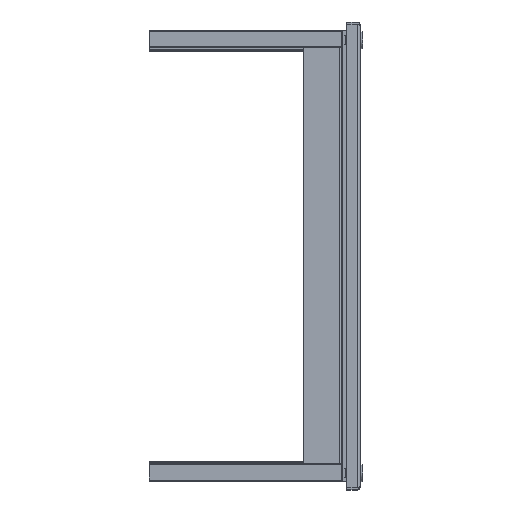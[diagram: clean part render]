
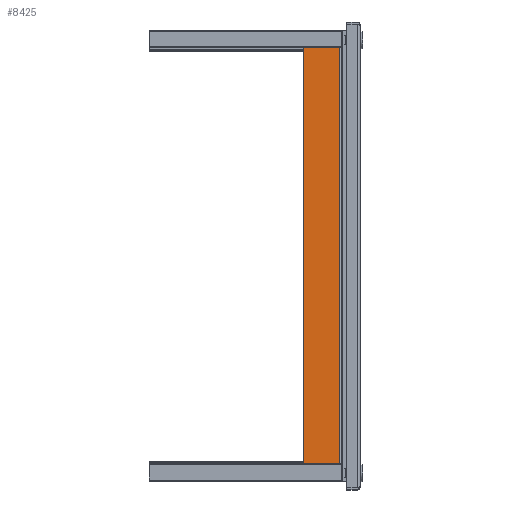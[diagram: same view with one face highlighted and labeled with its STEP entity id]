
A CAD part, top view. The second image highlights one B-rep face of the part: STEP entity #8425.
In plain terms, the highlighted face is planar.
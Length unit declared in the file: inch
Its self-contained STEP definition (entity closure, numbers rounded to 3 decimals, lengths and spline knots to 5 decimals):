
#367 = CIRCLE ( 'NONE', #28144, 0.156 ) ;
#991 = AXIS2_PLACEMENT_3D ( 'NONE', #15837, #1639, #6311 ) ;
#1002 = DIRECTION ( 'NONE',  ( 0., 0., 1. ) ) ;
#1431 = VERTEX_POINT ( 'NONE', #14132 ) ;
#1639 = DIRECTION ( 'NONE',  ( -1., 0., 0. ) ) ;
#1775 = ORIENTED_EDGE ( 'NONE', *, *, #23907, .T. ) ;
#2024 = CARTESIAN_POINT ( 'NONE',  ( -12.137, -6.193, 10.5 ) ) ;
#2235 = VECTOR ( 'NONE', #24848, 39.37008 ) ;
#2248 = ORIENTED_EDGE ( 'NONE', *, *, #12441, .T. ) ;
#2402 = ORIENTED_EDGE ( 'NONE', *, *, #25718, .T. ) ;
#2785 = CARTESIAN_POINT ( 'NONE',  ( -12.137, -6.193, -10.5 ) ) ;
#2958 = ORIENTED_EDGE ( 'NONE', *, *, #22728, .T. ) ;
#3316 = ORIENTED_EDGE ( 'NONE', *, *, #21480, .T. ) ;
#3330 = DIRECTION ( 'NONE',  ( 0., 0., 1. ) ) ;
#3922 = CARTESIAN_POINT ( 'NONE',  ( -12.137, -6.193, 10.5 ) ) ;
#3973 = PLANE ( 'NONE',  #991 ) ;
#4106 = LINE ( 'NONE', #4784, #21621 ) ;
#4161 = LINE ( 'NONE', #18671, #8939 ) ;
#4255 = ORIENTED_EDGE ( 'NONE', *, *, #26548, .T. ) ;
#4431 = EDGE_CURVE ( 'NONE', #10707, #13962, #29310, .T. ) ;
#4589 = EDGE_LOOP ( 'NONE', ( #2402, #3316, #16634, #2248 ) ) ;
#4702 = CARTESIAN_POINT ( 'NONE',  ( -12.137, -7.537, 10. ) ) ;
#4770 = DIRECTION ( 'NONE',  ( 0., 1., 0. ) ) ;
#4784 = CARTESIAN_POINT ( 'NONE',  ( -12.137, -7.835, -10.5 ) ) ;
#4995 = CARTESIAN_POINT ( 'NONE',  ( -12.137, -7.537, -9.844 ) ) ;
#5032 = AXIS2_PLACEMENT_3D ( 'NONE', #12552, #24150, #1002 ) ;
#5358 = ORIENTED_EDGE ( 'NONE', *, *, #7219, .T. ) ;
#5435 = AXIS2_PLACEMENT_3D ( 'NONE', #4702, #11745, #20960 ) ;
#5549 = CARTESIAN_POINT ( 'NONE',  ( -12.137, -6.193, -10.5 ) ) ;
#5866 = CARTESIAN_POINT ( 'NONE',  ( -12.137, -6.599, 9.844 ) ) ;
#6311 = DIRECTION ( 'NONE',  ( 0., 0., -1. ) ) ;
#7219 = EDGE_CURVE ( 'NONE', #14146, #28543, #9178, .T. ) ;
#7317 = ORIENTED_EDGE ( 'NONE', *, *, #15879, .T. ) ;
#7484 = EDGE_LOOP ( 'NONE', ( #7317, #17028, #4255, #15857 ) ) ;
#7521 = VERTEX_POINT ( 'NONE', #4995 ) ;
#8333 = DIRECTION ( 'NONE',  ( 0., -1., 0. ) ) ;
#8425 = ADVANCED_FACE ( 'NONE', ( #23600, #30071, #11539 ), #3973, .T. ) ;
#8939 = VECTOR ( 'NONE', #4770, 39.37008 ) ;
#9107 = VERTEX_POINT ( 'NONE', #15381 ) ;
#9178 = LINE ( 'NONE', #22649, #19390 ) ;
#9851 = EDGE_CURVE ( 'NONE', #1431, #7521, #26881, .T. ) ;
#10547 = EDGE_CURVE ( 'NONE', #24781, #25758, #4161, .T. ) ;
#10707 = VERTEX_POINT ( 'NONE', #25038 ) ;
#10815 = DIRECTION ( 'NONE',  ( 1., 0., 0. ) ) ;
#10847 = CIRCLE ( 'NONE', #13134, 0.156 ) ;
#11539 = FACE_BOUND ( 'NONE', #7484, .T. ) ;
#11745 = DIRECTION ( 'NONE',  ( 1., 0., 0. ) ) ;
#11909 = VECTOR ( 'NONE', #21604, 39.37008 ) ;
#12441 = EDGE_CURVE ( 'NONE', #7521, #19707, #367, .T. ) ;
#12552 = CARTESIAN_POINT ( 'NONE',  ( -12.137, -6.599, -10. ) ) ;
#12854 = CARTESIAN_POINT ( 'NONE',  ( -12.137, -6.599, 10. ) ) ;
#13134 = AXIS2_PLACEMENT_3D ( 'NONE', #12854, #10815, #17844 ) ;
#13354 = ORIENTED_EDGE ( 'NONE', *, *, #29824, .T. ) ;
#13962 = VERTEX_POINT ( 'NONE', #17563 ) ;
#14132 = CARTESIAN_POINT ( 'NONE',  ( -12.137, -6.599, -9.844 ) ) ;
#14146 = VERTEX_POINT ( 'NONE', #2024 ) ;
#14220 = CARTESIAN_POINT ( 'NONE',  ( -12.137, -7.835, 10.5 ) ) ;
#14330 = DIRECTION ( 'NONE',  ( 0., -1., 0. ) ) ;
#14894 = CARTESIAN_POINT ( 'NONE',  ( -12.137, -7.537, -10. ) ) ;
#15381 = CARTESIAN_POINT ( 'NONE',  ( -12.137, -7.835, -10.5 ) ) ;
#15837 = CARTESIAN_POINT ( 'NONE',  ( -12.137, -6.193, -10.5 ) ) ;
#15857 = ORIENTED_EDGE ( 'NONE', *, *, #10547, .T. ) ;
#15879 = EDGE_CURVE ( 'NONE', #25758, #10707, #10847, .T. ) ;
#16233 = DIRECTION ( 'NONE',  ( 0., 0., 1. ) ) ;
#16634 = ORIENTED_EDGE ( 'NONE', *, *, #9851, .T. ) ;
#17028 = ORIENTED_EDGE ( 'NONE', *, *, #4431, .T. ) ;
#17064 = CARTESIAN_POINT ( 'NONE',  ( -12.137, -6.599, -10.156 ) ) ;
#17424 = VECTOR ( 'NONE', #8333, 39.37008 ) ;
#17563 = CARTESIAN_POINT ( 'NONE',  ( -12.137, -7.537, 10.156 ) ) ;
#17623 = CARTESIAN_POINT ( 'NONE',  ( -12.137, -6.193, -9.844 ) ) ;
#17804 = LINE ( 'NONE', #2785, #24365 ) ;
#17844 = DIRECTION ( 'NONE',  ( 0., 0., 1. ) ) ;
#18170 = EDGE_LOOP ( 'NONE', ( #1775, #2958, #13354, #5358 ) ) ;
#18671 = CARTESIAN_POINT ( 'NONE',  ( -12.137, -6.193, 9.844 ) ) ;
#18771 = CARTESIAN_POINT ( 'NONE',  ( -12.137, -7.537, -10.156 ) ) ;
#19277 = CARTESIAN_POINT ( 'NONE',  ( -12.137, -6.193, -10.156 ) ) ;
#19390 = VECTOR ( 'NONE', #29291, 39.37008 ) ;
#19707 = VERTEX_POINT ( 'NONE', #18771 ) ;
#19817 = CIRCLE ( 'NONE', #5032, 0.156 ) ;
#20960 = DIRECTION ( 'NONE',  ( 0., 0., 1. ) ) ;
#20987 = VECTOR ( 'NONE', #25597, 39.37008 ) ;
#21480 = EDGE_CURVE ( 'NONE', #27934, #1431, #19817, .T. ) ;
#21604 = DIRECTION ( 'NONE',  ( 0., 1., 0. ) ) ;
#21621 = VECTOR ( 'NONE', #16233, 39.37008 ) ;
#22020 = DIRECTION ( 'NONE',  ( 1., 0., 0. ) ) ;
#22649 = CARTESIAN_POINT ( 'NONE',  ( -12.137, -6.193, -10.5 ) ) ;
#22728 = EDGE_CURVE ( 'NONE', #9107, #28699, #4106, .T. ) ;
#23600 = FACE_OUTER_BOUND ( 'NONE', #18170, .T. ) ;
#23907 = EDGE_CURVE ( 'NONE', #28543, #9107, #17804, .T. ) ;
#24150 = DIRECTION ( 'NONE',  ( 1., 0., 0. ) ) ;
#24365 = VECTOR ( 'NONE', #14330, 39.37008 ) ;
#24781 = VERTEX_POINT ( 'NONE', #27160 ) ;
#24848 = DIRECTION ( 'NONE',  ( 0., 1., 0. ) ) ;
#25038 = CARTESIAN_POINT ( 'NONE',  ( -12.137, -6.599, 10.156 ) ) ;
#25597 = DIRECTION ( 'NONE',  ( 0., -1., 0. ) ) ;
#25718 = EDGE_CURVE ( 'NONE', #19707, #27934, #29401, .T. ) ;
#25758 = VERTEX_POINT ( 'NONE', #5866 ) ;
#26548 = EDGE_CURVE ( 'NONE', #13962, #24781, #27136, .T. ) ;
#26881 = LINE ( 'NONE', #17623, #17424 ) ;
#27049 = LINE ( 'NONE', #3922, #2235 ) ;
#27136 = CIRCLE ( 'NONE', #5435, 0.156 ) ;
#27160 = CARTESIAN_POINT ( 'NONE',  ( -12.137, -7.537, 9.844 ) ) ;
#27934 = VERTEX_POINT ( 'NONE', #17064 ) ;
#28144 = AXIS2_PLACEMENT_3D ( 'NONE', #14894, #22020, #3330 ) ;
#28543 = VERTEX_POINT ( 'NONE', #5549 ) ;
#28699 = VERTEX_POINT ( 'NONE', #14220 ) ;
#29291 = DIRECTION ( 'NONE',  ( 0., 0., -1. ) ) ;
#29310 = LINE ( 'NONE', #30134, #20987 ) ;
#29401 = LINE ( 'NONE', #19277, #11909 ) ;
#29824 = EDGE_CURVE ( 'NONE', #28699, #14146, #27049, .T. ) ;
#30071 = FACE_BOUND ( 'NONE', #4589, .T. ) ;
#30134 = CARTESIAN_POINT ( 'NONE',  ( -12.137, -6.193, 10.156 ) ) ;
